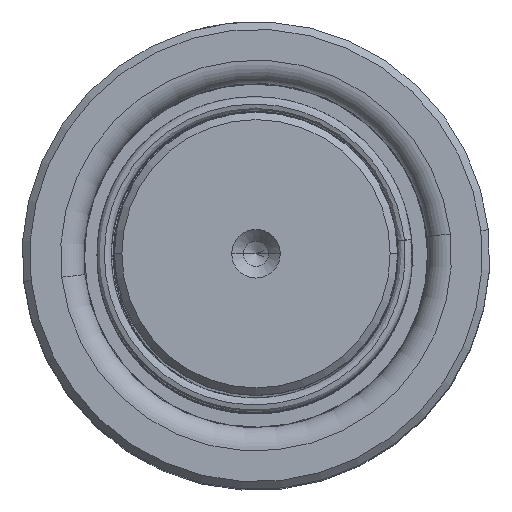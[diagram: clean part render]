
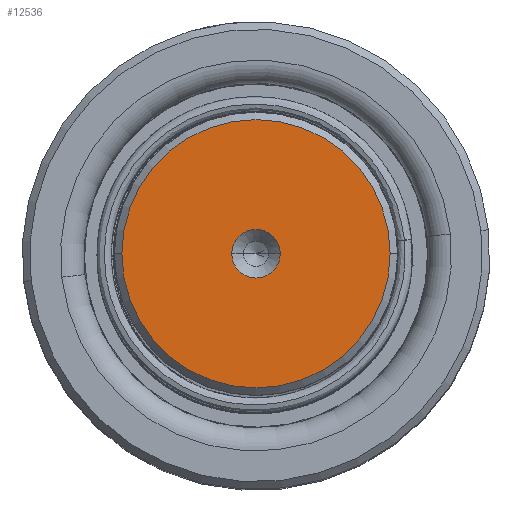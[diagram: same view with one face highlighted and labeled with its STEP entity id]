
A CAD part, top view. The second image highlights one B-rep face of the part: STEP entity #12536.
In plain terms, the highlighted planar face has unit normal (0, 0, 1).
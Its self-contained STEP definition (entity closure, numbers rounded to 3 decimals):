
#1482 = EDGE_LOOP ( 'NONE', ( #31765, #56673 ) ) ;
#2084 = CARTESIAN_POINT ( 'NONE',  ( 0., 0., 260. ) ) ;
#3343 = AXIS2_PLACEMENT_3D ( 'NONE', #35677, #31350, #6227 ) ;
#5583 = ORIENTED_EDGE ( 'NONE', *, *, #26632, .F. ) ;
#6227 = DIRECTION ( 'NONE',  ( 1., 0., 0. ) ) ;
#9281 = EDGE_CURVE ( 'NONE', #49920, #58739, #51951, .T. ) ;
#10772 = DIRECTION ( 'NONE',  ( 0., 0., 1. ) ) ;
#10795 = VERTEX_POINT ( 'NONE', #52565 ) ;
#12536 = ADVANCED_FACE ( 'NONE', ( #51051, #16764 ), #49644, .T. ) ;
#15236 = ORIENTED_EDGE ( 'NONE', *, *, #9281, .F. ) ;
#16179 = EDGE_LOOP ( 'NONE', ( #5583, #15236 ) ) ;
#16636 = DIRECTION ( 'NONE',  ( 1., 0., 0. ) ) ;
#16764 = FACE_OUTER_BOUND ( 'NONE', #1482, .T. ) ;
#17337 = EDGE_CURVE ( 'NONE', #46448, #10795, #39863, .T. ) ;
#20157 = CARTESIAN_POINT ( 'NONE',  ( 0., 0., 260. ) ) ;
#21658 = CARTESIAN_POINT ( 'NONE',  ( 0., 0., 260. ) ) ;
#25540 = AXIS2_PLACEMENT_3D ( 'NONE', #52620, #27816, #53030 ) ;
#25796 = CIRCLE ( 'NONE', #31271, 21.314 ) ;
#26632 = EDGE_CURVE ( 'NONE', #58739, #49920, #55529, .T. ) ;
#27816 = DIRECTION ( 'NONE',  ( 0., 0., 1. ) ) ;
#31271 = AXIS2_PLACEMENT_3D ( 'NONE', #21658, #50824, #16636 ) ;
#31350 = DIRECTION ( 'NONE',  ( 0., 0., 1. ) ) ;
#31765 = ORIENTED_EDGE ( 'NONE', *, *, #42695, .T. ) ;
#34598 = AXIS2_PLACEMENT_3D ( 'NONE', #2084, #41281, #46073 ) ;
#35677 = CARTESIAN_POINT ( 'NONE',  ( 0., 0., 260. ) ) ;
#39472 = CARTESIAN_POINT ( 'NONE',  ( 3.85, 0., 260. ) ) ;
#39863 = CIRCLE ( 'NONE', #34598, 21.314 ) ;
#40276 = AXIS2_PLACEMENT_3D ( 'NONE', #20157, #10772, #55424 ) ;
#41281 = DIRECTION ( 'NONE',  ( 0., 0., 1. ) ) ;
#42695 = EDGE_CURVE ( 'NONE', #10795, #46448, #25796, .T. ) ;
#44508 = CARTESIAN_POINT ( 'NONE',  ( -3.85, 0., 260. ) ) ;
#46073 = DIRECTION ( 'NONE',  ( 1., 0., 0. ) ) ;
#46448 = VERTEX_POINT ( 'NONE', #49709 ) ;
#49644 = PLANE ( 'NONE',  #3343 ) ;
#49709 = CARTESIAN_POINT ( 'NONE',  ( 21.314, 0., 260. ) ) ;
#49920 = VERTEX_POINT ( 'NONE', #44508 ) ;
#50824 = DIRECTION ( 'NONE',  ( 0., 0., 1. ) ) ;
#51051 = FACE_BOUND ( 'NONE', #16179, .T. ) ;
#51951 = CIRCLE ( 'NONE', #40276, 3.85 ) ;
#52565 = CARTESIAN_POINT ( 'NONE',  ( -21.314, 0., 260. ) ) ;
#52620 = CARTESIAN_POINT ( 'NONE',  ( 0., 0., 260. ) ) ;
#53030 = DIRECTION ( 'NONE',  ( 1., 0., 0. ) ) ;
#55424 = DIRECTION ( 'NONE',  ( 1., 0., 0. ) ) ;
#55529 = CIRCLE ( 'NONE', #25540, 3.85 ) ;
#56673 = ORIENTED_EDGE ( 'NONE', *, *, #17337, .T. ) ;
#58739 = VERTEX_POINT ( 'NONE', #39472 ) ;
